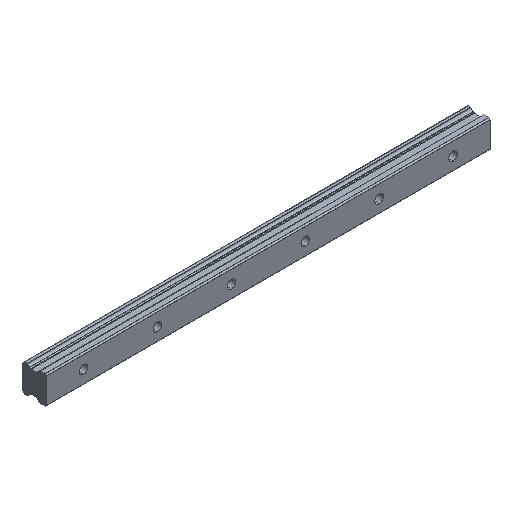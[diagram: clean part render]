
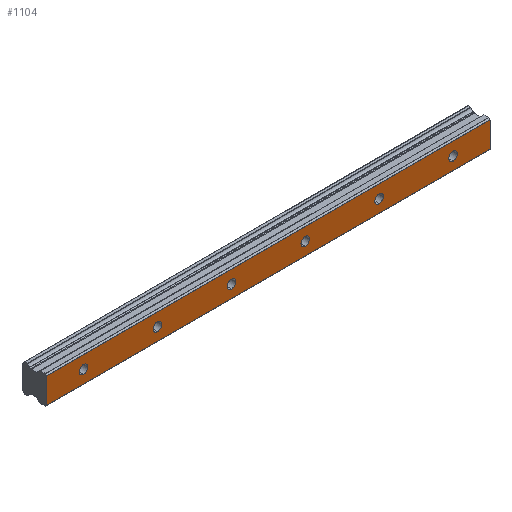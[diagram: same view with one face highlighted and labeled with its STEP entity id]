
A CAD part, isometric view. The second image highlights one B-rep face of the part: STEP entity #1104.
In plain terms, the highlighted planar face has unit normal (0, -1, 0).
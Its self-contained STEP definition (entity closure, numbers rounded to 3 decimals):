
#10 = CARTESIAN_POINT ( 'NONE',  ( 330., 0., 10.286 ) ) ;
#46 = DIRECTION ( 'NONE',  ( 0., 0., 1. ) ) ;
#56 = CARTESIAN_POINT ( 'NONE',  ( 60., 0., 0. ) ) ;
#65 = CARTESIAN_POINT ( 'NONE',  ( 0., 0., 0. ) ) ;
#68 = EDGE_CURVE ( 'NONE', #1209, #2121, #306, .T. ) ;
#72 = EDGE_CURVE ( 'NONE', #797, #1685, #357, .T. ) ;
#77 = AXIS2_PLACEMENT_3D ( 'NONE', #1139, #737, #1883 ) ;
#83 = DIRECTION ( 'NONE',  ( 0., 0., 1. ) ) ;
#126 = CARTESIAN_POINT ( 'NONE',  ( 0., 0., 3.5 ) ) ;
#134 = ORIENTED_EDGE ( 'NONE', *, *, #1414, .F. ) ;
#161 = VECTOR ( 'NONE', #1557, 1000. ) ;
#162 = ORIENTED_EDGE ( 'NONE', *, *, #1748, .F. ) ;
#170 = VERTEX_POINT ( 'NONE', #1987 ) ;
#215 = ORIENTED_EDGE ( 'NONE', *, *, #245, .F. ) ;
#216 = AXIS2_PLACEMENT_3D ( 'NONE', #1103, #467, #852 ) ;
#229 = ORIENTED_EDGE ( 'NONE', *, *, #2316, .F. ) ;
#241 = DIRECTION ( 'NONE',  ( 0., 0., 1. ) ) ;
#245 = EDGE_CURVE ( 'NONE', #531, #2270, #361, .T. ) ;
#306 = LINE ( 'NONE', #648, #161 ) ;
#327 = CARTESIAN_POINT ( 'NONE',  ( 330., 0., 10.286 ) ) ;
#328 = EDGE_LOOP ( 'NONE', ( #414, #1637 ) ) ;
#340 = CARTESIAN_POINT ( 'NONE',  ( 180., 0., 3.5 ) ) ;
#350 = DIRECTION ( 'NONE',  ( -1., 0., 0. ) ) ;
#357 = CIRCLE ( 'NONE', #894, 3.5 ) ;
#361 = LINE ( 'NONE', #1837, #2026 ) ;
#366 = CARTESIAN_POINT ( 'NONE',  ( 0., 0., -3.5 ) ) ;
#371 = FACE_OUTER_BOUND ( 'NONE', #2010, .T. ) ;
#383 = FACE_BOUND ( 'NONE', #442, .T. ) ;
#398 = PLANE ( 'NONE',  #1346 ) ;
#414 = ORIENTED_EDGE ( 'NONE', *, *, #72, .F. ) ;
#439 = VERTEX_POINT ( 'NONE', #340 ) ;
#441 = CARTESIAN_POINT ( 'NONE',  ( 300., 0., 0. ) ) ;
#442 = EDGE_LOOP ( 'NONE', ( #1903, #1217 ) ) ;
#443 = CARTESIAN_POINT ( 'NONE',  ( 300., 0., 3.5 ) ) ;
#450 = CARTESIAN_POINT ( 'NONE',  ( -30., 0., -10.286 ) ) ;
#461 = CIRCLE ( 'NONE', #928, 3.5 ) ;
#467 = DIRECTION ( 'NONE',  ( 0., -1., 0. ) ) ;
#495 = CARTESIAN_POINT ( 'NONE',  ( 330., 0., -10.286 ) ) ;
#496 = VERTEX_POINT ( 'NONE', #1857 ) ;
#531 = VERTEX_POINT ( 'NONE', #10 ) ;
#533 = EDGE_CURVE ( 'NONE', #1580, #1220, #996, .T. ) ;
#568 = DIRECTION ( 'NONE',  ( 0., 1., 0. ) ) ;
#580 = VERTEX_POINT ( 'NONE', #600 ) ;
#584 = VECTOR ( 'NONE', #350, 1000. ) ;
#600 = CARTESIAN_POINT ( 'NONE',  ( 240., 0., -3.5 ) ) ;
#618 = CARTESIAN_POINT ( 'NONE',  ( 120., 0., 3.5 ) ) ;
#624 = CARTESIAN_POINT ( 'NONE',  ( 120., 0., 0. ) ) ;
#633 = DIRECTION ( 'NONE',  ( 0., -1., 0. ) ) ;
#635 = CARTESIAN_POINT ( 'NONE',  ( 180., 0., -3.5 ) ) ;
#638 = CARTESIAN_POINT ( 'NONE',  ( 330., 0., -10.286 ) ) ;
#647 = AXIS2_PLACEMENT_3D ( 'NONE', #1365, #633, #1184 ) ;
#648 = CARTESIAN_POINT ( 'NONE',  ( -30., 0., 10.286 ) ) ;
#656 = DIRECTION ( 'NONE',  ( 0., -1., 0. ) ) ;
#676 = ORIENTED_EDGE ( 'NONE', *, *, #1136, .F. ) ;
#726 = CIRCLE ( 'NONE', #1901, 3.5 ) ;
#737 = DIRECTION ( 'NONE',  ( 0., -1., 0. ) ) ;
#747 = DIRECTION ( 'NONE',  ( 0., -1., 0. ) ) ;
#787 = ORIENTED_EDGE ( 'NONE', *, *, #1926, .F. ) ;
#789 = DIRECTION ( 'NONE',  ( 0., -1., 0. ) ) ;
#795 = VERTEX_POINT ( 'NONE', #443 ) ;
#797 = VERTEX_POINT ( 'NONE', #126 ) ;
#798 = DIRECTION ( 'NONE',  ( 0., -1., 0. ) ) ;
#815 = DIRECTION ( 'NONE',  ( 0., -1., 0. ) ) ;
#816 = ORIENTED_EDGE ( 'NONE', *, *, #68, .F. ) ;
#852 = DIRECTION ( 'NONE',  ( 0., 0., 1. ) ) ;
#869 = CIRCLE ( 'NONE', #1142, 3.5 ) ;
#894 = AXIS2_PLACEMENT_3D ( 'NONE', #1044, #1783, #2293 ) ;
#928 = AXIS2_PLACEMENT_3D ( 'NONE', #624, #656, #1765 ) ;
#941 = FACE_BOUND ( 'NONE', #1724, .T. ) ;
#942 = CARTESIAN_POINT ( 'NONE',  ( -30., 0., 10.286 ) ) ;
#984 = ORIENTED_EDGE ( 'NONE', *, *, #533, .F. ) ;
#996 = CIRCLE ( 'NONE', #1308, 3.5 ) ;
#1044 = CARTESIAN_POINT ( 'NONE',  ( 0., 0., 0. ) ) ;
#1103 = CARTESIAN_POINT ( 'NONE',  ( 240., 0., 0. ) ) ;
#1104 = ADVANCED_FACE ( 'NONE', ( #371, #1486, #1693, #383, #941, #1853, #2063 ), #398, .F. ) ;
#1110 = CARTESIAN_POINT ( 'NONE',  ( 60., 0., 0. ) ) ;
#1124 = CIRCLE ( 'NONE', #77, 3.5 ) ;
#1136 = EDGE_CURVE ( 'NONE', #1562, #2343, #2052, .T. ) ;
#1139 = CARTESIAN_POINT ( 'NONE',  ( 300., 0., 0. ) ) ;
#1142 = AXIS2_PLACEMENT_3D ( 'NONE', #441, #815, #46 ) ;
#1184 = DIRECTION ( 'NONE',  ( 0., 0., 1. ) ) ;
#1209 = VERTEX_POINT ( 'NONE', #450 ) ;
#1213 = ORIENTED_EDGE ( 'NONE', *, *, #1895, .F. ) ;
#1217 = ORIENTED_EDGE ( 'NONE', *, *, #1818, .F. ) ;
#1220 = VERTEX_POINT ( 'NONE', #618 ) ;
#1235 = CARTESIAN_POINT ( 'NONE',  ( 120., 0., -3.5 ) ) ;
#1296 = EDGE_CURVE ( 'NONE', #1685, #797, #726, .T. ) ;
#1308 = AXIS2_PLACEMENT_3D ( 'NONE', #1833, #747, #1490 ) ;
#1317 = DIRECTION ( 'NONE',  ( 0., 0., 1. ) ) ;
#1346 = AXIS2_PLACEMENT_3D ( 'NONE', #2393, #568, #1658 ) ;
#1353 = CIRCLE ( 'NONE', #1586, 3.5 ) ;
#1365 = CARTESIAN_POINT ( 'NONE',  ( 180., 0., 0. ) ) ;
#1393 = VERTEX_POINT ( 'NONE', #635 ) ;
#1414 = EDGE_CURVE ( 'NONE', #1220, #1580, #461, .T. ) ;
#1438 = ORIENTED_EDGE ( 'NONE', *, *, #1911, .F. ) ;
#1477 = ORIENTED_EDGE ( 'NONE', *, *, #2219, .F. ) ;
#1486 = FACE_BOUND ( 'NONE', #328, .T. ) ;
#1490 = DIRECTION ( 'NONE',  ( 0., 0., 1. ) ) ;
#1512 = DIRECTION ( 'NONE',  ( 0., -1., 0. ) ) ;
#1528 = CARTESIAN_POINT ( 'NONE',  ( 240., 0., 0. ) ) ;
#1536 = DIRECTION ( 'NONE',  ( 0., 0., 1. ) ) ;
#1554 = CIRCLE ( 'NONE', #647, 3.5 ) ;
#1557 = DIRECTION ( 'NONE',  ( 0., 0., 1. ) ) ;
#1562 = VERTEX_POINT ( 'NONE', #1607 ) ;
#1580 = VERTEX_POINT ( 'NONE', #1235 ) ;
#1586 = AXIS2_PLACEMENT_3D ( 'NONE', #1528, #1723, #241 ) ;
#1587 = EDGE_LOOP ( 'NONE', ( #134, #984 ) ) ;
#1594 = DIRECTION ( 'NONE',  ( 1., 0., 0. ) ) ;
#1595 = ORIENTED_EDGE ( 'NONE', *, *, #1871, .F. ) ;
#1607 = CARTESIAN_POINT ( 'NONE',  ( 60., 0., 3.5 ) ) ;
#1616 = LINE ( 'NONE', #327, #2131 ) ;
#1637 = ORIENTED_EDGE ( 'NONE', *, *, #1296, .F. ) ;
#1651 = CIRCLE ( 'NONE', #216, 3.5 ) ;
#1658 = DIRECTION ( 'NONE',  ( 0., 0., 1. ) ) ;
#1685 = VERTEX_POINT ( 'NONE', #366 ) ;
#1693 = FACE_BOUND ( 'NONE', #1781, .T. ) ;
#1723 = DIRECTION ( 'NONE',  ( 0., -1., 0. ) ) ;
#1724 = EDGE_LOOP ( 'NONE', ( #1213, #1595 ) ) ;
#1748 = EDGE_CURVE ( 'NONE', #795, #170, #1124, .T. ) ;
#1765 = DIRECTION ( 'NONE',  ( 0., 0., 1. ) ) ;
#1781 = EDGE_LOOP ( 'NONE', ( #162, #1477 ) ) ;
#1783 = DIRECTION ( 'NONE',  ( 0., -1., 0. ) ) ;
#1818 = EDGE_CURVE ( 'NONE', #580, #496, #1353, .T. ) ;
#1833 = CARTESIAN_POINT ( 'NONE',  ( 120., 0., 0. ) ) ;
#1837 = CARTESIAN_POINT ( 'NONE',  ( 330., 0., 10.286 ) ) ;
#1843 = AXIS2_PLACEMENT_3D ( 'NONE', #56, #789, #1536 ) ;
#1849 = CARTESIAN_POINT ( 'NONE',  ( 60., 0., -3.5 ) ) ;
#1853 = FACE_BOUND ( 'NONE', #1587, .T. ) ;
#1857 = CARTESIAN_POINT ( 'NONE',  ( 240., 0., 3.5 ) ) ;
#1871 = EDGE_CURVE ( 'NONE', #1393, #439, #1984, .T. ) ;
#1883 = DIRECTION ( 'NONE',  ( 0., 0., 1. ) ) ;
#1895 = EDGE_CURVE ( 'NONE', #439, #1393, #1554, .T. ) ;
#1901 = AXIS2_PLACEMENT_3D ( 'NONE', #65, #798, #2280 ) ;
#1903 = ORIENTED_EDGE ( 'NONE', *, *, #2378, .F. ) ;
#1905 = AXIS2_PLACEMENT_3D ( 'NONE', #2099, #2089, #83 ) ;
#1911 = EDGE_CURVE ( 'NONE', #2270, #1209, #2016, .T. ) ;
#1926 = EDGE_CURVE ( 'NONE', #2121, #531, #1616, .T. ) ;
#1984 = CIRCLE ( 'NONE', #1905, 3.5 ) ;
#1987 = CARTESIAN_POINT ( 'NONE',  ( 300., 0., -3.5 ) ) ;
#2010 = EDGE_LOOP ( 'NONE', ( #1438, #215, #787, #816 ) ) ;
#2016 = LINE ( 'NONE', #495, #584 ) ;
#2026 = VECTOR ( 'NONE', #2036, 1000. ) ;
#2036 = DIRECTION ( 'NONE',  ( 0., 0., -1. ) ) ;
#2052 = CIRCLE ( 'NONE', #2161, 3.5 ) ;
#2063 = FACE_BOUND ( 'NONE', #2279, .T. ) ;
#2089 = DIRECTION ( 'NONE',  ( 0., -1., 0. ) ) ;
#2099 = CARTESIAN_POINT ( 'NONE',  ( 180., 0., 0. ) ) ;
#2121 = VERTEX_POINT ( 'NONE', #942 ) ;
#2131 = VECTOR ( 'NONE', #1594, 1000. ) ;
#2161 = AXIS2_PLACEMENT_3D ( 'NONE', #1110, #1512, #1317 ) ;
#2219 = EDGE_CURVE ( 'NONE', #170, #795, #869, .T. ) ;
#2264 = CIRCLE ( 'NONE', #1843, 3.5 ) ;
#2270 = VERTEX_POINT ( 'NONE', #638 ) ;
#2279 = EDGE_LOOP ( 'NONE', ( #676, #229 ) ) ;
#2280 = DIRECTION ( 'NONE',  ( 0., 0., 1. ) ) ;
#2293 = DIRECTION ( 'NONE',  ( 0., 0., 1. ) ) ;
#2316 = EDGE_CURVE ( 'NONE', #2343, #1562, #2264, .T. ) ;
#2343 = VERTEX_POINT ( 'NONE', #1849 ) ;
#2378 = EDGE_CURVE ( 'NONE', #496, #580, #1651, .T. ) ;
#2393 = CARTESIAN_POINT ( 'NONE',  ( 330., 0., 10.286 ) ) ;
